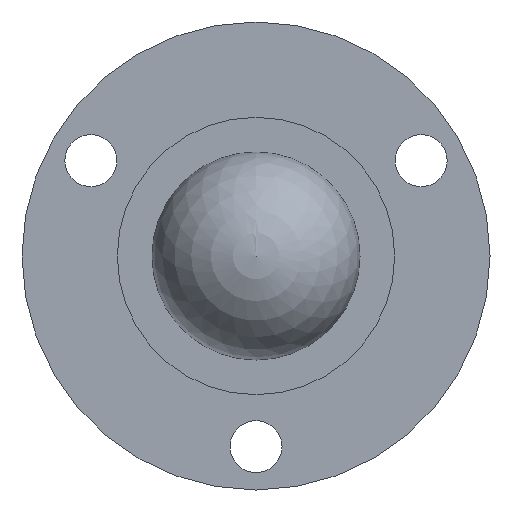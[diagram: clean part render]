
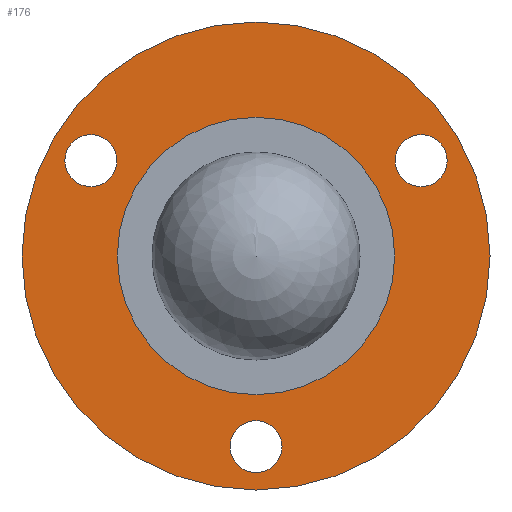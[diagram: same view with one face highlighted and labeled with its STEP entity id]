
A CAD part, front view. The second image highlights one B-rep face of the part: STEP entity #176.
In plain terms, the highlighted planar face has unit normal (0, -1, 0).
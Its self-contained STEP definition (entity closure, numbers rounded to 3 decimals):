
#20=FACE_BOUND('',#73,.T.);
#21=FACE_BOUND('',#74,.T.);
#22=FACE_BOUND('',#75,.T.);
#23=FACE_BOUND('',#76,.T.);
#45=PLANE('',#215);
#56=FACE_OUTER_BOUND('',#72,.T.);
#72=EDGE_LOOP('',(#160));
#73=EDGE_LOOP('',(#161));
#74=EDGE_LOOP('',(#162));
#75=EDGE_LOOP('',(#163));
#76=EDGE_LOOP('',(#164));
#81=CIRCLE('',#198,8.);
#82=CIRCLE('',#201,1.5);
#85=CIRCLE('',#206,1.5);
#87=CIRCLE('',#209,1.5);
#89=CIRCLE('',#212,13.5);
#95=VERTEX_POINT('',#286);
#96=VERTEX_POINT('',#291);
#99=VERTEX_POINT('',#301);
#101=VERTEX_POINT('',#307);
#103=VERTEX_POINT('',#313);
#110=EDGE_CURVE('',#95,#95,#81,.T.);
#111=EDGE_CURVE('',#96,#96,#82,.T.);
#116=EDGE_CURVE('',#99,#99,#85,.T.);
#119=EDGE_CURVE('',#101,#101,#87,.T.);
#122=EDGE_CURVE('',#103,#103,#89,.T.);
#160=ORIENTED_EDGE('',*,*,#122,.T.);
#161=ORIENTED_EDGE('',*,*,#110,.T.);
#162=ORIENTED_EDGE('',*,*,#119,.T.);
#163=ORIENTED_EDGE('',*,*,#116,.T.);
#164=ORIENTED_EDGE('',*,*,#111,.T.);
#176=ADVANCED_FACE('',(#56,#20,#21,#22,#23),#45,.F.);
#198=AXIS2_PLACEMENT_3D('',#288,#233,#234);
#201=AXIS2_PLACEMENT_3D('',#292,#239,#240);
#206=AXIS2_PLACEMENT_3D('',#302,#251,#252);
#209=AXIS2_PLACEMENT_3D('',#308,#258,#259);
#212=AXIS2_PLACEMENT_3D('',#314,#265,#266);
#215=AXIS2_PLACEMENT_3D('',#319,#272,#273);
#233=DIRECTION('center_axis',(0.,1.,0.));
#234=DIRECTION('ref_axis',(1.,0.,0.));
#239=DIRECTION('center_axis',(0.,1.,0.));
#240=DIRECTION('ref_axis',(1.,0.,0.));
#251=DIRECTION('center_axis',(0.,1.,0.));
#252=DIRECTION('ref_axis',(1.,0.,0.));
#258=DIRECTION('center_axis',(0.,1.,0.));
#259=DIRECTION('ref_axis',(1.,0.,0.));
#265=DIRECTION('center_axis',(0.,-1.,0.));
#266=DIRECTION('ref_axis',(1.,0.,0.));
#272=DIRECTION('center_axis',(0.,1.,0.));
#273=DIRECTION('ref_axis',(1.,0.,0.));
#286=CARTESIAN_POINT('',(-8.,-0.5,0.));
#288=CARTESIAN_POINT('Origin',(0.,-0.5,0.));
#291=CARTESIAN_POINT('',(-1.5,-0.5,-11.));
#292=CARTESIAN_POINT('Origin',(0.,-0.5,-11.));
#301=CARTESIAN_POINT('',(-11.026,-0.5,5.5));
#302=CARTESIAN_POINT('Origin',(-9.526,-0.5,5.5));
#307=CARTESIAN_POINT('',(8.026,-0.5,5.5));
#308=CARTESIAN_POINT('Origin',(9.526,-0.5,5.5));
#313=CARTESIAN_POINT('',(-13.5,-0.5,0.));
#314=CARTESIAN_POINT('Origin',(0.,-0.5,0.));
#319=CARTESIAN_POINT('Origin',(0.,-0.5,0.));
